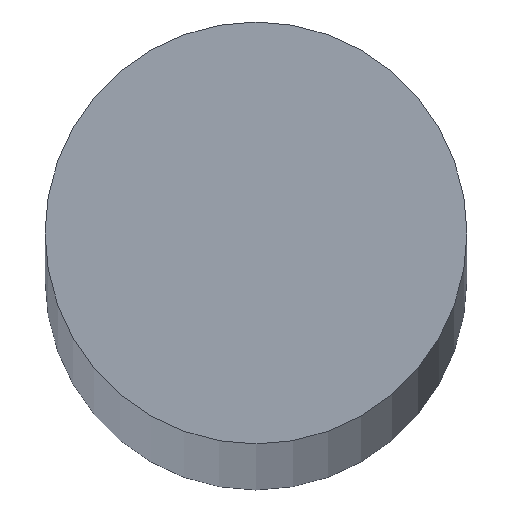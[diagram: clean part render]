
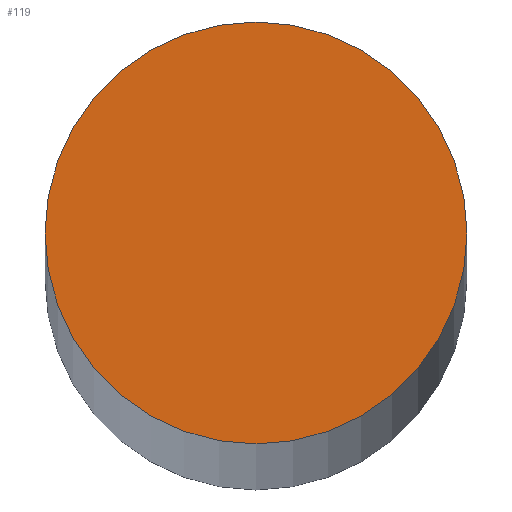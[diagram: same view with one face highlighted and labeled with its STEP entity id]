
A CAD part, top view. The second image highlights one B-rep face of the part: STEP entity #119.
In plain terms, the highlighted planar face has unit normal (0, 0, 1).
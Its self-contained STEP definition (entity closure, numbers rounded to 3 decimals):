
#2 = DIRECTION ( 'NONE',  ( 0., 0., 1. ) ) ;
#13 = PLANE ( 'NONE',  #63 ) ;
#15 = CARTESIAN_POINT ( 'NONE',  ( -4., 0., 500. ) ) ;
#22 = VERTEX_POINT ( 'NONE', #132 ) ;
#24 = FACE_OUTER_BOUND ( 'NONE', #149, .T. ) ;
#27 = CARTESIAN_POINT ( 'NONE',  ( 0., 0., 500. ) ) ;
#42 = DIRECTION ( 'NONE',  ( 1., 0., 0. ) ) ;
#53 = ORIENTED_EDGE ( 'NONE', *, *, #185, .T. ) ;
#54 = AXIS2_PLACEMENT_3D ( 'NONE', #27, #115, #169 ) ;
#61 = CIRCLE ( 'NONE', #157, 4. ) ;
#62 = DIRECTION ( 'NONE',  ( 1., 0., 0. ) ) ;
#63 = AXIS2_PLACEMENT_3D ( 'NONE', #117, #186, #42 ) ;
#79 = ORIENTED_EDGE ( 'NONE', *, *, #84, .T. ) ;
#84 = EDGE_CURVE ( 'NONE', #22, #93, #61, .T. ) ;
#93 = VERTEX_POINT ( 'NONE', #15 ) ;
#115 = DIRECTION ( 'NONE',  ( 0., 0., 1. ) ) ;
#117 = CARTESIAN_POINT ( 'NONE',  ( 0., 0., 500. ) ) ;
#119 = ADVANCED_FACE ( 'NONE', ( #24 ), #13, .T. ) ;
#132 = CARTESIAN_POINT ( 'NONE',  ( 4., 0., 500. ) ) ;
#149 = EDGE_LOOP ( 'NONE', ( #53, #79 ) ) ;
#153 = CIRCLE ( 'NONE', #54, 4. ) ;
#157 = AXIS2_PLACEMENT_3D ( 'NONE', #191, #2, #62 ) ;
#169 = DIRECTION ( 'NONE',  ( 1., 0., 0. ) ) ;
#185 = EDGE_CURVE ( 'NONE', #93, #22, #153, .T. ) ;
#186 = DIRECTION ( 'NONE',  ( 0., 0., 1. ) ) ;
#191 = CARTESIAN_POINT ( 'NONE',  ( 0., 0., 500. ) ) ;
